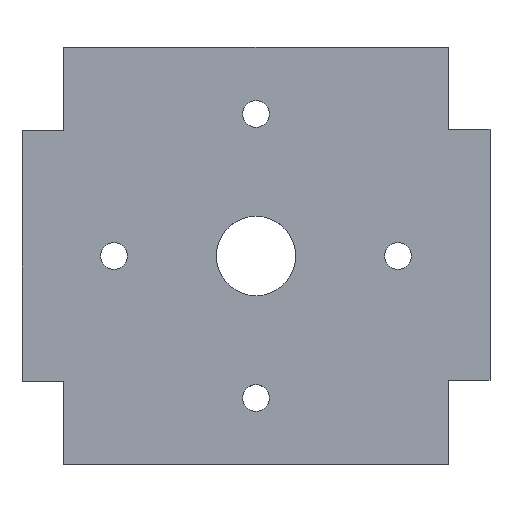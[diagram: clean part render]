
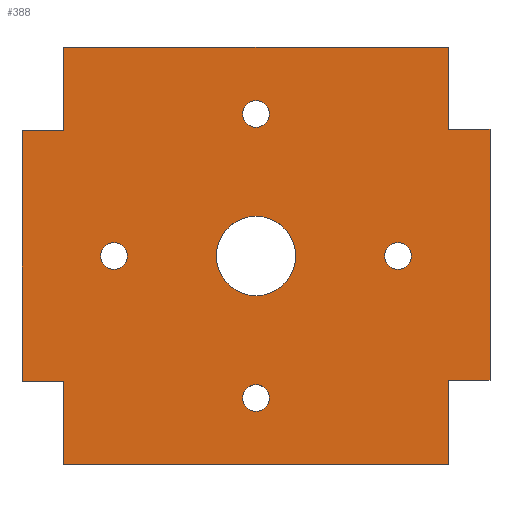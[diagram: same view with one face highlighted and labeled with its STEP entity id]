
A CAD part, top view. The second image highlights one B-rep face of the part: STEP entity #388.
In plain terms, the highlighted planar face has unit normal (0, 0, 1).
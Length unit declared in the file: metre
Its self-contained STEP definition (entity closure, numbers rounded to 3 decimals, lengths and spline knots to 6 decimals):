
#15=FACE_BOUND('',#77,.T.);
#16=FACE_BOUND('',#78,.T.);
#17=FACE_BOUND('',#79,.T.);
#18=FACE_BOUND('',#80,.T.);
#19=FACE_BOUND('',#81,.T.);
#25=CIRCLE('',#416,0.0016);
#27=CIRCLE('',#419,0.0016);
#29=CIRCLE('',#422,0.0016);
#31=CIRCLE('',#425,0.0016);
#33=CIRCLE('',#429,0.00475);
#57=FACE_OUTER_BOUND('',#76,.T.);
#76=EDGE_LOOP('',(#323,#324,#325,#326,#327,#328,#329,#330,#331,#332,#333,
#334));
#77=EDGE_LOOP('',(#335));
#78=EDGE_LOOP('',(#336));
#79=EDGE_LOOP('',(#337));
#80=EDGE_LOOP('',(#338));
#81=EDGE_LOOP('',(#339));
#90=LINE('',#542,#131);
#94=LINE('',#549,#135);
#97=LINE('',#555,#138);
#100=LINE('',#561,#141);
#103=LINE('',#567,#144);
#106=LINE('',#573,#147);
#109=LINE('',#579,#150);
#112=LINE('',#585,#153);
#115=LINE('',#591,#156);
#118=LINE('',#597,#159);
#121=LINE('',#603,#162);
#127=LINE('',#630,#168);
#131=VECTOR('',#439,1.);
#135=VECTOR('',#445,1.);
#138=VECTOR('',#450,1.);
#141=VECTOR('',#455,1.);
#144=VECTOR('',#460,1.);
#147=VECTOR('',#465,1.);
#150=VECTOR('',#470,1.);
#153=VECTOR('',#475,1.);
#156=VECTOR('',#480,1.);
#159=VECTOR('',#485,1.);
#162=VECTOR('',#490,1.);
#168=VECTOR('',#522,1.);
#172=VERTEX_POINT('',#539);
#173=VERTEX_POINT('',#541);
#175=VERTEX_POINT('',#547);
#177=VERTEX_POINT('',#553);
#179=VERTEX_POINT('',#559);
#181=VERTEX_POINT('',#565);
#183=VERTEX_POINT('',#571);
#185=VERTEX_POINT('',#577);
#187=VERTEX_POINT('',#583);
#189=VERTEX_POINT('',#589);
#191=VERTEX_POINT('',#595);
#193=VERTEX_POINT('',#601);
#194=VERTEX_POINT('',#605);
#196=VERTEX_POINT('',#611);
#198=VERTEX_POINT('',#617);
#200=VERTEX_POINT('',#623);
#202=VERTEX_POINT('',#632);
#206=EDGE_CURVE('',#172,#173,#90,.T.);
#210=EDGE_CURVE('',#172,#175,#94,.T.);
#213=EDGE_CURVE('',#177,#175,#97,.T.);
#216=EDGE_CURVE('',#179,#177,#100,.T.);
#219=EDGE_CURVE('',#179,#181,#103,.T.);
#222=EDGE_CURVE('',#183,#181,#106,.T.);
#225=EDGE_CURVE('',#185,#183,#109,.T.);
#228=EDGE_CURVE('',#187,#185,#112,.T.);
#231=EDGE_CURVE('',#187,#189,#115,.T.);
#234=EDGE_CURVE('',#189,#191,#118,.T.);
#237=EDGE_CURVE('',#191,#193,#121,.T.);
#238=EDGE_CURVE('',#194,#194,#25,.T.);
#241=EDGE_CURVE('',#196,#196,#27,.T.);
#244=EDGE_CURVE('',#198,#198,#29,.T.);
#247=EDGE_CURVE('',#200,#200,#31,.T.);
#251=EDGE_CURVE('',#173,#193,#127,.T.);
#252=EDGE_CURVE('',#202,#202,#33,.T.);
#323=ORIENTED_EDGE('',*,*,#206,.F.);
#324=ORIENTED_EDGE('',*,*,#210,.T.);
#325=ORIENTED_EDGE('',*,*,#213,.F.);
#326=ORIENTED_EDGE('',*,*,#216,.F.);
#327=ORIENTED_EDGE('',*,*,#219,.T.);
#328=ORIENTED_EDGE('',*,*,#222,.F.);
#329=ORIENTED_EDGE('',*,*,#225,.F.);
#330=ORIENTED_EDGE('',*,*,#228,.F.);
#331=ORIENTED_EDGE('',*,*,#231,.T.);
#332=ORIENTED_EDGE('',*,*,#234,.T.);
#333=ORIENTED_EDGE('',*,*,#237,.T.);
#334=ORIENTED_EDGE('',*,*,#251,.F.);
#335=ORIENTED_EDGE('',*,*,#247,.F.);
#336=ORIENTED_EDGE('',*,*,#244,.F.);
#337=ORIENTED_EDGE('',*,*,#241,.F.);
#338=ORIENTED_EDGE('',*,*,#238,.F.);
#339=ORIENTED_EDGE('',*,*,#252,.F.);
#369=PLANE('',#431);
#388=ADVANCED_FACE('',(#57,#15,#16,#17,#18,#19),#369,.T.);
#416=AXIS2_PLACEMENT_3D('',#606,#493,#494);
#419=AXIS2_PLACEMENT_3D('',#612,#500,#501);
#422=AXIS2_PLACEMENT_3D('',#618,#507,#508);
#425=AXIS2_PLACEMENT_3D('',#624,#514,#515);
#429=AXIS2_PLACEMENT_3D('',#633,#525,#526);
#431=AXIS2_PLACEMENT_3D('',#637,#530,#531);
#439=DIRECTION('',(-1.,0.,0.));
#445=DIRECTION('',(0.,-1.,0.));
#450=DIRECTION('',(-1.,0.,0.));
#455=DIRECTION('',(0.,-1.,0.));
#460=DIRECTION('',(1.,0.,0.));
#465=DIRECTION('',(0.,-1.,0.));
#470=DIRECTION('',(1.,0.,0.));
#475=DIRECTION('',(0.,-1.,0.));
#480=DIRECTION('',(-1.,0.,0.));
#485=DIRECTION('',(0.,-1.,0.));
#490=DIRECTION('',(-1.,0.,0.));
#493=DIRECTION('center_axis',(0.,0.,1.));
#494=DIRECTION('ref_axis',(1.,0.,0.));
#500=DIRECTION('center_axis',(0.,0.,1.));
#501=DIRECTION('ref_axis',(1.,0.,0.));
#507=DIRECTION('center_axis',(0.,0.,1.));
#508=DIRECTION('ref_axis',(1.,0.,0.));
#514=DIRECTION('center_axis',(0.,0.,1.));
#515=DIRECTION('ref_axis',(1.,0.,0.));
#522=DIRECTION('',(0.,1.,0.));
#525=DIRECTION('center_axis',(0.,0.,1.));
#526=DIRECTION('ref_axis',(1.,0.,0.));
#530=DIRECTION('center_axis',(0.,0.,1.));
#531=DIRECTION('ref_axis',(1.,0.,0.));
#539=CARTESIAN_POINT('',(-0.023,-0.015,0.004));
#541=CARTESIAN_POINT('',(-0.028,-0.015,0.004));
#542=CARTESIAN_POINT('',(-0.0255,-0.015,0.004));
#547=CARTESIAN_POINT('',(-0.023,-0.025,0.004));
#549=CARTESIAN_POINT('',(-0.023,-0.02,0.004));
#553=CARTESIAN_POINT('',(0.023,-0.025,0.004));
#555=CARTESIAN_POINT('',(0.,-0.025,0.004));
#559=CARTESIAN_POINT('',(0.023,-0.014862,0.004));
#561=CARTESIAN_POINT('',(0.023,-0.02,0.004));
#565=CARTESIAN_POINT('',(0.028,-0.014862,0.004));
#567=CARTESIAN_POINT('',(0.0255,-0.014862,0.004));
#571=CARTESIAN_POINT('',(0.028,0.015138,0.004));
#573=CARTESIAN_POINT('',(0.028,0.000138,0.004));
#577=CARTESIAN_POINT('',(0.023,0.015138,0.004));
#579=CARTESIAN_POINT('',(0.0255,0.015138,0.004));
#583=CARTESIAN_POINT('',(0.023,0.025,0.004));
#585=CARTESIAN_POINT('',(0.023,0.020069,0.004));
#589=CARTESIAN_POINT('',(-0.023,0.025,0.004));
#591=CARTESIAN_POINT('',(0.,0.025,0.004));
#595=CARTESIAN_POINT('',(-0.023,0.015,0.004));
#597=CARTESIAN_POINT('',(-0.023,0.02,0.004));
#601=CARTESIAN_POINT('',(-0.028,0.015,0.004));
#603=CARTESIAN_POINT('',(-0.0255,0.015,0.004));
#605=CARTESIAN_POINT('',(-0.0154,0.,0.004));
#606=CARTESIAN_POINT('Origin',(-0.017,0.,0.004));
#611=CARTESIAN_POINT('',(0.0016,0.017,0.004));
#612=CARTESIAN_POINT('Origin',(0.,0.017,0.004));
#617=CARTESIAN_POINT('',(0.0186,0.,0.004));
#618=CARTESIAN_POINT('Origin',(0.017,0.,0.004));
#623=CARTESIAN_POINT('',(0.0016,-0.017,0.004));
#624=CARTESIAN_POINT('Origin',(0.,-0.017,0.004));
#630=CARTESIAN_POINT('',(-0.028,0.,0.004));
#632=CARTESIAN_POINT('',(0.00475,0.,0.004));
#633=CARTESIAN_POINT('Origin',(0.,0.,0.004));
#637=CARTESIAN_POINT('Origin',(0.,0.,0.004));
